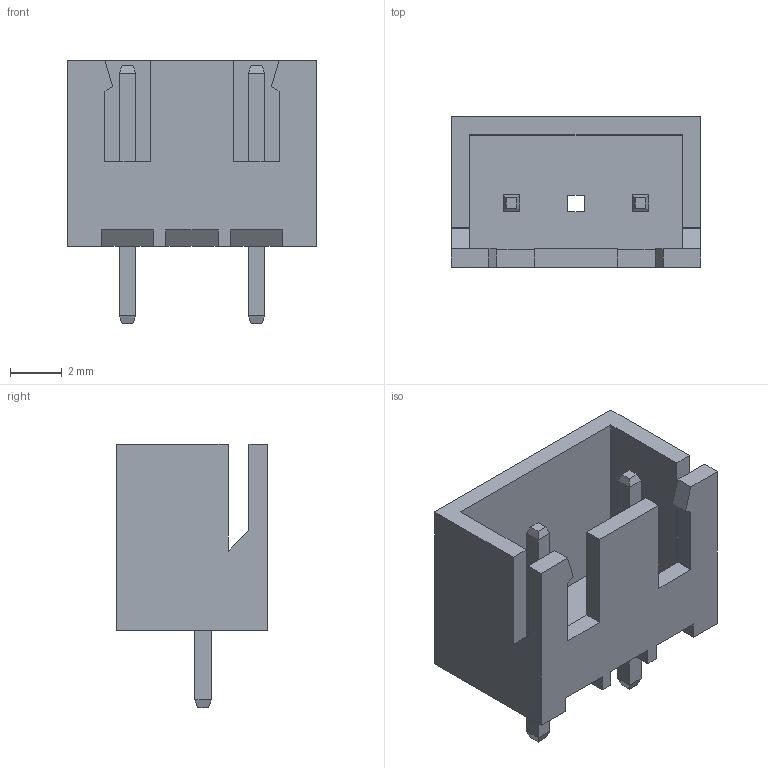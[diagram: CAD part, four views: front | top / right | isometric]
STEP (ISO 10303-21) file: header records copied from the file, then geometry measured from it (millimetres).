
FILE_DESCRIPTION (( 'STEP AP214' ), '1' );
FILE_NAME ('JST - XH - Thru - 3Pin - 2.5mm (Genuine) _ 1pin_removed.STEP', '2021-01-25T09:59:46', ( '' ), ( '' ), 'SwSTEP 2.0', 'SolidWorks 2017', '' );
FILE_SCHEMA (( 'AUTOMOTIVE_DESIGN' ));
Length unit declared in the file: millimetre
Products named in the file (1): JST - XH - Thru - 3Pin - 2.5mm (Genuine) _ 1pin_removed
Bounding box: 9.67 x 5.84 x 10.21 mm (x, y, z)
Volume: 153.8 mm3; surface area: 536.5 mm2
Topology: 1 solids, 18 shells, 245 faces, 596 edges, 388 vertices
Faces by surface type: plane 210, bspline 35
Entity records: 8633 total; most frequent: CARTESIAN_POINT 2111, ORIENTED_EDGE 1206, DIRECTION 948, EDGE_CURVE 603, LINE 526, VECTOR 526, VERTEX_POINT 390, EDGE_LOOP 263
